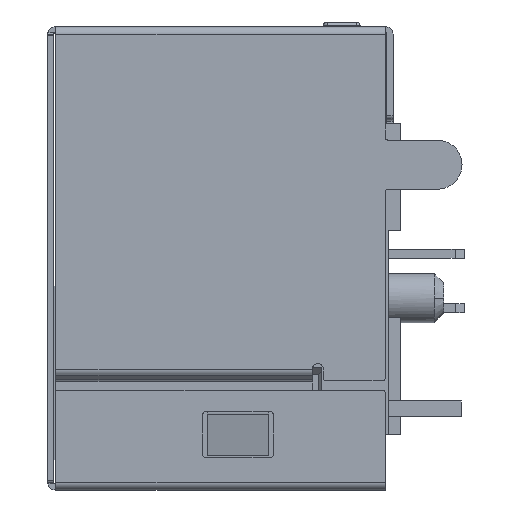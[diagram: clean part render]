
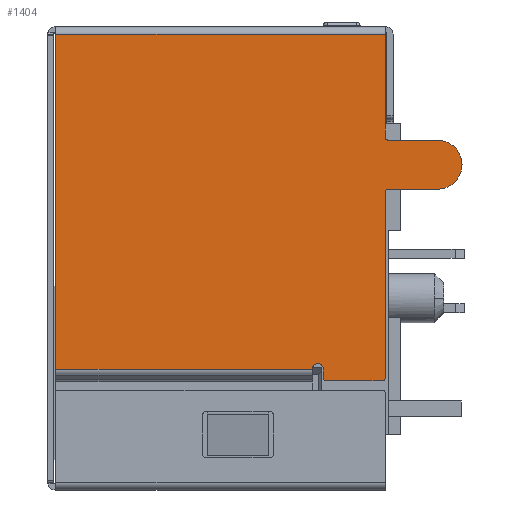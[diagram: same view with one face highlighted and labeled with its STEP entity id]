
A CAD part, left-side view. The second image highlights one B-rep face of the part: STEP entity #1404.
In plain terms, the highlighted planar face has unit normal (-1, 0, 0).
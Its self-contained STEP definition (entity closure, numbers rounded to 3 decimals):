
#1129 = CARTESIAN_POINT ( 'NONE',  ( -8.068, 5.41, 10.66 ) ) ;
#1404 = ADVANCED_FACE ( 'NONE', ( #11360 ), #4469, .T. ) ;
#1408 = CARTESIAN_POINT ( 'NONE',  ( -8.068, -3.125, -0.065 ) ) ;
#1418 = CARTESIAN_POINT ( 'NONE',  ( -8.068, -7.025, 7.21 ) ) ;
#1508 = CARTESIAN_POINT ( 'NONE',  ( -8.068, -5.32, 5.51 ) ) ;
#4462 = CARTESIAN_POINT ( 'NONE',  ( -8.068, 5.41, 10.66 ) ) ;
#4469 = PLANE ( 'NONE',  #8965 ) ;
#4471 = DIRECTION ( 'NONE',  ( -1., 0., 0. ) ) ;
#4472 = DIRECTION ( 'NONE',  ( 0., 0., -1. ) ) ;
#4947 = ORIENTED_EDGE ( 'NONE', *, *, #8141, .T. ) ;
#5056 = ORIENTED_EDGE ( 'NONE', *, *, #27281, .T. ) ;
#5077 = ORIENTED_EDGE ( 'NONE', *, *, #27664, .T. ) ;
#5151 = ORIENTED_EDGE ( 'NONE', *, *, #27645, .T. ) ;
#5185 = ORIENTED_EDGE ( 'NONE', *, *, #27330, .T. ) ;
#6225 = VERTEX_POINT ( 'NONE', #1129 ) ;
#6426 = VERTEX_POINT ( 'NONE', #1408 ) ;
#6441 = VERTEX_POINT ( 'NONE', #1418 ) ;
#6503 = VERTEX_POINT ( 'NONE', #1508 ) ;
#6841 = VERTEX_POINT ( 'NONE', #16822 ) ;
#7207 = VERTEX_POINT ( 'NONE', #17001 ) ;
#7248 = ORIENTED_EDGE ( 'NONE', *, *, #27527, .T. ) ;
#7307 = ORIENTED_EDGE ( 'NONE', *, *, #8034, .T. ) ;
#7337 = ORIENTED_EDGE ( 'NONE', *, *, #8039, .T. ) ;
#7359 = ORIENTED_EDGE ( 'NONE', *, *, #27416, .T. ) ;
#7471 = ORIENTED_EDGE ( 'NONE', *, *, #27632, .T. ) ;
#8034 = EDGE_CURVE ( 'NONE', #10189, #9163, #12414, .T. ) ;
#8035 = EDGE_CURVE ( 'NONE', #9163, #9111, #12416, .T. ) ;
#8039 = EDGE_CURVE ( 'NONE', #9111, #6503, #12421, .T. ) ;
#8141 = EDGE_CURVE ( 'NONE', #9015, #9393, #18101, .T. ) ;
#8186 = EDGE_CURVE ( 'NONE', #9393, #9325, #18161, .T. ) ;
#8255 = EDGE_CURVE ( 'NONE', #9325, #6426, #18270, .T. ) ;
#8822 = VERTEX_POINT ( 'NONE', #22673 ) ;
#8965 = AXIS2_PLACEMENT_3D ( 'NONE', #4462, #4471, #4472 ) ;
#9015 = VERTEX_POINT ( 'NONE', #22768 ) ;
#9111 = VERTEX_POINT ( 'NONE', #22813 ) ;
#9163 = VERTEX_POINT ( 'NONE', #22839 ) ;
#9325 = VERTEX_POINT ( 'NONE', #22901 ) ;
#9393 = VERTEX_POINT ( 'NONE', #22926 ) ;
#9456 = VERTEX_POINT ( 'NONE', #22956 ) ;
#9463 = VERTEX_POINT ( 'NONE', #22954 ) ;
#9583 = VERTEX_POINT ( 'NONE', #23047 ) ;
#10000 = VERTEX_POINT ( 'NONE', #23084 ) ;
#10189 = VERTEX_POINT ( 'NONE', #23228 ) ;
#11218 = EDGE_LOOP ( 'NONE', ( #7471, #5151, #7359, #5077, #4947, #21201, #21228, #21223, #21226, #21224, #7307, #21234, #7337, #5185, #5056, #7248, #21219 ) ) ;
#11360 = FACE_OUTER_BOUND ( 'NONE', #11218, .T. ) ;
#12414 = LINE ( 'NONE', #17380, #12419 ) ;
#12416 = CIRCLE ( 'NONE', #16255, 0.1 ) ;
#12419 = VECTOR ( 'NONE', #17392, 1000. ) ;
#12421 = LINE ( 'NONE', #17397, #12427 ) ;
#12427 = VECTOR ( 'NONE', #17405, 1000. ) ;
#16255 = AXIS2_PLACEMENT_3D ( 'NONE', #17394, #17395, #17396 ) ;
#16315 = AXIS2_PLACEMENT_3D ( 'NONE', #19487, #19488, #19489 ) ;
#16384 = AXIS2_PLACEMENT_3D ( 'NONE', #23640, #23641, #23642 ) ;
#16394 = AXIS2_PLACEMENT_3D ( 'NONE', #24103, #24104, #24105 ) ;
#16395 = AXIS2_PLACEMENT_3D ( 'NONE', #24129, #24130, #24131 ) ;
#16398 = AXIS2_PLACEMENT_3D ( 'NONE', #24477, #24478, #24479 ) ;
#16405 = AXIS2_PLACEMENT_3D ( 'NONE', #24542, #24543, #24544 ) ;
#16822 = CARTESIAN_POINT ( 'NONE',  ( -8.068, -7.025, 5.61 ) ) ;
#17001 = CARTESIAN_POINT ( 'NONE',  ( -8.068, -5.42, 5.61 ) ) ;
#17380 = CARTESIAN_POINT ( 'NONE',  ( -8.068, -1.247, -0.633 ) ) ;
#17392 = DIRECTION ( 'NONE',  ( 0., -1., 0. ) ) ;
#17394 = CARTESIAN_POINT ( 'NONE',  ( -8.068, -5.22, -0.533 ) ) ;
#17395 = DIRECTION ( 'NONE',  ( -1., 0., 0. ) ) ;
#17396 = DIRECTION ( 'NONE',  ( 0., 0., 1. ) ) ;
#17397 = CARTESIAN_POINT ( 'NONE',  ( -8.068, -5.32, 5.014 ) ) ;
#17405 = DIRECTION ( 'NONE',  ( 0., 0., 1. ) ) ;
#17781 = DIRECTION ( 'NONE',  ( 0., -1., 0. ) ) ;
#17786 = CARTESIAN_POINT ( 'NONE',  ( -8.068, -1.247, -0.255 ) ) ;
#17898 = DIRECTION ( 'NONE',  ( 0., 0., 1. ) ) ;
#17903 = CARTESIAN_POINT ( 'NONE',  ( -8.068, -2.95, -1.74 ) ) ;
#18101 = LINE ( 'NONE', #17786, #18107 ) ;
#18107 = VECTOR ( 'NONE', #17781, 1000. ) ;
#18161 = LINE ( 'NONE', #17903, #18163 ) ;
#18163 = VECTOR ( 'NONE', #17898, 1000. ) ;
#18270 = CIRCLE ( 'NONE', #16315, 0.175 ) ;
#19122 = LINE ( 'NONE', #23515, #19131 ) ;
#19131 = VECTOR ( 'NONE', #23516, 1000. ) ;
#19197 = CIRCLE ( 'NONE', #16384, 0.1 ) ;
#19316 = LINE ( 'NONE', #23845, #19320 ) ;
#19320 = VECTOR ( 'NONE', #23843, 1000. ) ;
#19395 = CIRCLE ( 'NONE', #16394, 0.1 ) ;
#19403 = LINE ( 'NONE', #24126, #19406 ) ;
#19405 = CIRCLE ( 'NONE', #16395, 0.8 ) ;
#19406 = VECTOR ( 'NONE', #24127, 1000. ) ;
#19487 = CARTESIAN_POINT ( 'NONE',  ( -8.068, -3.125, -0.24 ) ) ;
#19488 = DIRECTION ( 'NONE',  ( 1., 0., 0. ) ) ;
#19489 = DIRECTION ( 'NONE',  ( 0., 0., 1. ) ) ;
#21201 = ORIENTED_EDGE ( 'NONE', *, *, #8186, .T. ) ;
#21219 = ORIENTED_EDGE ( 'NONE', *, *, #27620, .T. ) ;
#21223 = ORIENTED_EDGE ( 'NONE', *, *, #27671, .T. ) ;
#21224 = ORIENTED_EDGE ( 'NONE', *, *, #27513, .T. ) ;
#21226 = ORIENTED_EDGE ( 'NONE', *, *, #27524, .T. ) ;
#21228 = ORIENTED_EDGE ( 'NONE', *, *, #8255, .T. ) ;
#21234 = ORIENTED_EDGE ( 'NONE', *, *, #8035, .T. ) ;
#22673 = CARTESIAN_POINT ( 'NONE',  ( -8.068, -5.32, 10.66 ) ) ;
#22768 = CARTESIAN_POINT ( 'NONE',  ( -8.068, 5.41, -0.255 ) ) ;
#22813 = CARTESIAN_POINT ( 'NONE',  ( -8.068, -5.32, -0.533 ) ) ;
#22839 = CARTESIAN_POINT ( 'NONE',  ( -8.068, -5.22, -0.633 ) ) ;
#22901 = CARTESIAN_POINT ( 'NONE',  ( -8.068, -2.95, -0.24 ) ) ;
#22926 = CARTESIAN_POINT ( 'NONE',  ( -8.068, -2.95, -0.255 ) ) ;
#22954 = CARTESIAN_POINT ( 'NONE',  ( -8.068, -5.32, 7.31 ) ) ;
#22956 = CARTESIAN_POINT ( 'NONE',  ( -8.068, -5.42, 7.21 ) ) ;
#23047 = CARTESIAN_POINT ( 'NONE',  ( -8.068, -3.3, -0.24 ) ) ;
#23084 = CARTESIAN_POINT ( 'NONE',  ( -8.068, -3.3, -0.533 ) ) ;
#23228 = CARTESIAN_POINT ( 'NONE',  ( -8.068, -3.4, -0.633 ) ) ;
#23515 = CARTESIAN_POINT ( 'NONE',  ( -8.068, -1.247, 5.61 ) ) ;
#23516 = DIRECTION ( 'NONE',  ( 0., -1., 0. ) ) ;
#23640 = CARTESIAN_POINT ( 'NONE',  ( -8.068, -5.42, 5.51 ) ) ;
#23641 = DIRECTION ( 'NONE',  ( 1., 0., 0. ) ) ;
#23642 = DIRECTION ( 'NONE',  ( 0., 0., -1. ) ) ;
#23843 = DIRECTION ( 'NONE',  ( 0., 1., 0. ) ) ;
#23845 = CARTESIAN_POINT ( 'NONE',  ( -8.068, 0.045, 10.66 ) ) ;
#24103 = CARTESIAN_POINT ( 'NONE',  ( -8.068, -3.4, -0.533 ) ) ;
#24104 = DIRECTION ( 'NONE',  ( -1., 0., 0. ) ) ;
#24105 = DIRECTION ( 'NONE',  ( 0., 0., -1. ) ) ;
#24126 = CARTESIAN_POINT ( 'NONE',  ( -8.068, -3.3, 5.014 ) ) ;
#24127 = DIRECTION ( 'NONE',  ( 0., 0., -1. ) ) ;
#24129 = CARTESIAN_POINT ( 'NONE',  ( -8.068, -7.025, 6.41 ) ) ;
#24130 = DIRECTION ( 'NONE',  ( -1., 0., 0. ) ) ;
#24131 = DIRECTION ( 'NONE',  ( 0., 0., 1. ) ) ;
#24436 = CARTESIAN_POINT ( 'NONE',  ( -8.068, -1.247, 7.21 ) ) ;
#24437 = DIRECTION ( 'NONE',  ( 0., 1., 0. ) ) ;
#24477 = CARTESIAN_POINT ( 'NONE',  ( -8.068, -5.42, 7.31 ) ) ;
#24478 = DIRECTION ( 'NONE',  ( 1., 0., 0. ) ) ;
#24479 = DIRECTION ( 'NONE',  ( 0., 0., 1. ) ) ;
#24504 = CARTESIAN_POINT ( 'NONE',  ( -8.068, -5.32, 5.014 ) ) ;
#24511 = DIRECTION ( 'NONE',  ( 0., 0., 1. ) ) ;
#24528 = DIRECTION ( 'NONE',  ( 0., 0., -1. ) ) ;
#24531 = CARTESIAN_POINT ( 'NONE',  ( -8.068, 5.41, 5.014 ) ) ;
#24542 = CARTESIAN_POINT ( 'NONE',  ( -8.068, -3.125, -0.24 ) ) ;
#24543 = DIRECTION ( 'NONE',  ( 1., 0., 0. ) ) ;
#24544 = DIRECTION ( 'NONE',  ( 0., 0., 1. ) ) ;
#24974 = LINE ( 'NONE', #24504, #24996 ) ;
#24980 = LINE ( 'NONE', #24436, #24983 ) ;
#24983 = VECTOR ( 'NONE', #24437, 1000. ) ;
#24986 = CIRCLE ( 'NONE', #16398, 0.1 ) ;
#24996 = VECTOR ( 'NONE', #24511, 1000. ) ;
#25009 = LINE ( 'NONE', #24531, #25013 ) ;
#25013 = VECTOR ( 'NONE', #24528, 1000. ) ;
#25017 = CIRCLE ( 'NONE', #16405, 0.175 ) ;
#27281 = EDGE_CURVE ( 'NONE', #7207, #6841, #19122, .T. ) ;
#27330 = EDGE_CURVE ( 'NONE', #6503, #7207, #19197, .T. ) ;
#27416 = EDGE_CURVE ( 'NONE', #8822, #6225, #19316, .T. ) ;
#27513 = EDGE_CURVE ( 'NONE', #10000, #10189, #19395, .T. ) ;
#27524 = EDGE_CURVE ( 'NONE', #9583, #10000, #19403, .T. ) ;
#27527 = EDGE_CURVE ( 'NONE', #6841, #6441, #19405, .T. ) ;
#27620 = EDGE_CURVE ( 'NONE', #6441, #9456, #24980, .T. ) ;
#27632 = EDGE_CURVE ( 'NONE', #9456, #9463, #24986, .T. ) ;
#27645 = EDGE_CURVE ( 'NONE', #9463, #8822, #24974, .T. ) ;
#27664 = EDGE_CURVE ( 'NONE', #6225, #9015, #25009, .T. ) ;
#27671 = EDGE_CURVE ( 'NONE', #6426, #9583, #25017, .T. ) ;
